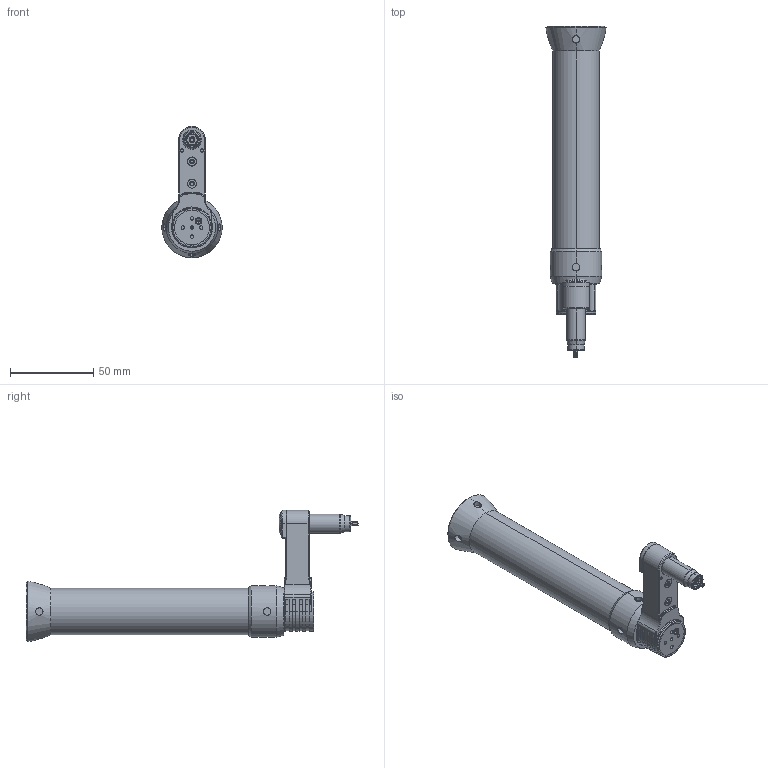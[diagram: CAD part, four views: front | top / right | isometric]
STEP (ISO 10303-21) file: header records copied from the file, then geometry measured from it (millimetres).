
FILE_DESCRIPTION((''),'2;1');
FILE_NAME('3513001524_SW0001','2022-12-25T01:02:29',('INEdipo'),(''),'CREO PARAMETRIC BY PTC INC, 2020281','CREO PARAMETRIC BY PTC INC, 2020281','');
FILE_SCHEMA(('CONFIG_CONTROL_DESIGN'));
Length unit declared in the file: inch
Products named in the file (1): 3513001524_SW0001
Bounding box: 36.4 x 199.9 x 79.18 mm (x, y, z)
Volume: 124257.3 mm3; surface area: 22302.9 mm2
Topology: 1 solids, 1 shells, 519 faces, 1246 edges, 766 vertices
Faces by surface type: cylinder 217, plane 127, cone 104, torus 69, bspline 2
Entity records: 17235 total; most frequent: CARTESIAN_POINT 4949, DIRECTION 2726, ORIENTED_EDGE 2488, EDGE_CURVE 1244, AXIS2_PLACEMENT_3D 1116, VERTEX_POINT 766, CIRCLE 599, EDGE_LOOP 562
